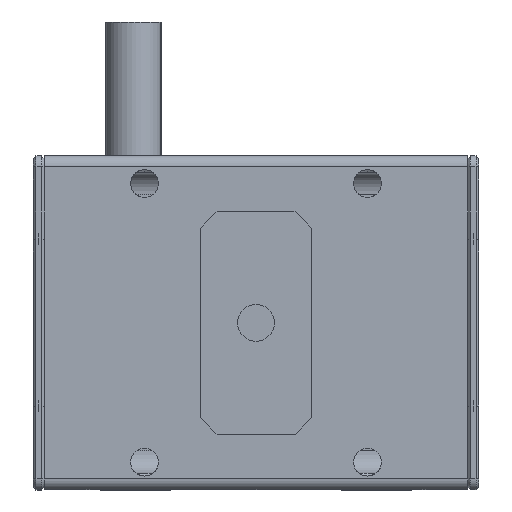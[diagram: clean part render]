
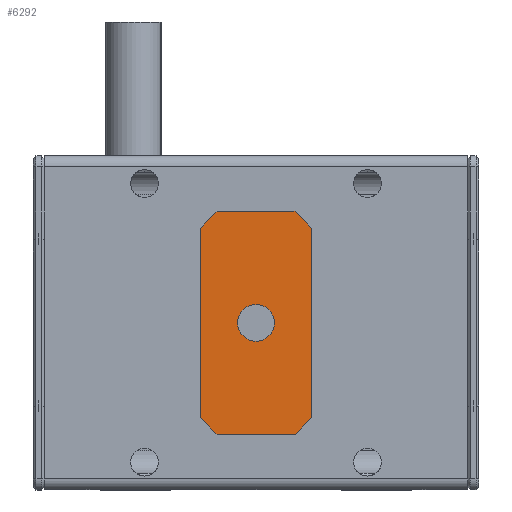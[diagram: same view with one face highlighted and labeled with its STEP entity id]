
A CAD part, left-side view. The second image highlights one B-rep face of the part: STEP entity #6292.
In plain terms, the highlighted face is planar.
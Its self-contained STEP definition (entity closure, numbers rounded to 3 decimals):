
#28 = CARTESIAN_POINT ( 'NONE',  ( -10., 10., -3.5 ) ) ;
#591 = VERTEX_POINT ( 'NONE', #10195 ) ;
#653 = EDGE_CURVE ( 'NONE', #11320, #14677, #4502, .T. ) ;
#938 = VERTEX_POINT ( 'NONE', #3351 ) ;
#962 = CARTESIAN_POINT ( 'NONE',  ( -10., 10., -3.5 ) ) ;
#1183 = VECTOR ( 'NONE', #18776, 1000. ) ;
#1311 = EDGE_CURVE ( 'NONE', #11556, #6241, #20536, .T. ) ;
#1620 = ORIENTED_EDGE ( 'NONE', *, *, #5248, .T. ) ;
#1747 = EDGE_LOOP ( 'NONE', ( #22440, #9923, #22796, #1620, #7924, #13517, #22517, #4705 ) ) ;
#2703 = CARTESIAN_POINT ( 'NONE',  ( -10., 10., 5. ) ) ;
#2900 = VERTEX_POINT ( 'NONE', #13130 ) ;
#2940 = ORIENTED_EDGE ( 'NONE', *, *, #15611, .F. ) ;
#2986 = EDGE_CURVE ( 'NONE', #10493, #2900, #13621, .T. ) ;
#3176 = DIRECTION ( 'NONE',  ( -0.707, 0., -0.707 ) ) ;
#3328 = DIRECTION ( 'NONE',  ( 0., 0., 1. ) ) ;
#3351 = CARTESIAN_POINT ( 'NONE',  ( 10., 10., -3.5 ) ) ;
#3382 = VERTEX_POINT ( 'NONE', #962 ) ;
#3571 = LINE ( 'NONE', #6947, #22322 ) ;
#4502 = LINE ( 'NONE', #2703, #12970 ) ;
#4705 = ORIENTED_EDGE ( 'NONE', *, *, #19953, .T. ) ;
#4725 = ORIENTED_EDGE ( 'NONE', *, *, #1311, .F. ) ;
#4759 = VERTEX_POINT ( 'NONE', #19655 ) ;
#5248 = EDGE_CURVE ( 'NONE', #14677, #4759, #18613, .T. ) ;
#5282 = DIRECTION ( 'NONE',  ( 0., -1., 0. ) ) ;
#5620 = DIRECTION ( 'NONE',  ( 0., 0., -1. ) ) ;
#6241 = VERTEX_POINT ( 'NONE', #10617 ) ;
#6292 = ADVANCED_FACE ( 'NONE', ( #16068, #14270 ), #21911, .F. ) ;
#6947 = CARTESIAN_POINT ( 'NONE',  ( -10., 10., 5. ) ) ;
#7492 = DIRECTION ( 'NONE',  ( 0., 0., 1. ) ) ;
#7725 = CARTESIAN_POINT ( 'NONE',  ( 8.5, 10., 5. ) ) ;
#7924 = ORIENTED_EDGE ( 'NONE', *, *, #11025, .T. ) ;
#8142 = DIRECTION ( 'NONE',  ( -1., 0., 0. ) ) ;
#9923 = ORIENTED_EDGE ( 'NONE', *, *, #21790, .T. ) ;
#10195 = CARTESIAN_POINT ( 'NONE',  ( -10., 10., 3.5 ) ) ;
#10218 = DIRECTION ( 'NONE',  ( 0., 1., 0. ) ) ;
#10493 = VERTEX_POINT ( 'NONE', #13606 ) ;
#10617 = CARTESIAN_POINT ( 'NONE',  ( 0., 10., -1.65 ) ) ;
#10855 = DIRECTION ( 'NONE',  ( 0., 0., -1. ) ) ;
#11025 = EDGE_CURVE ( 'NONE', #4759, #938, #12667, .T. ) ;
#11145 = CARTESIAN_POINT ( 'NONE',  ( 0., 10., 0. ) ) ;
#11320 = VERTEX_POINT ( 'NONE', #21878 ) ;
#11362 = CARTESIAN_POINT ( 'NONE',  ( -8.5, 10., 5. ) ) ;
#11556 = VERTEX_POINT ( 'NONE', #15771 ) ;
#12415 = CARTESIAN_POINT ( 'NONE',  ( 0., 10., 0. ) ) ;
#12667 = LINE ( 'NONE', #20081, #19787 ) ;
#12766 = VECTOR ( 'NONE', #8142, 1000. ) ;
#12903 = EDGE_CURVE ( 'NONE', #938, #10493, #19797, .T. ) ;
#12970 = VECTOR ( 'NONE', #15659, 1000. ) ;
#13130 = CARTESIAN_POINT ( 'NONE',  ( -8.5, 10., -5. ) ) ;
#13517 = ORIENTED_EDGE ( 'NONE', *, *, #12903, .T. ) ;
#13606 = CARTESIAN_POINT ( 'NONE',  ( 8.5, 10., -5. ) ) ;
#13621 = LINE ( 'NONE', #13855, #12766 ) ;
#13855 = CARTESIAN_POINT ( 'NONE',  ( -10., 10., -5. ) ) ;
#14270 = FACE_OUTER_BOUND ( 'NONE', #1747, .T. ) ;
#14369 = DIRECTION ( 'NONE',  ( 0., 0., 1. ) ) ;
#14677 = VERTEX_POINT ( 'NONE', #7725 ) ;
#15250 = EDGE_CURVE ( 'NONE', #3382, #591, #3571, .T. ) ;
#15611 = EDGE_CURVE ( 'NONE', #6241, #11556, #18463, .T. ) ;
#15659 = DIRECTION ( 'NONE',  ( 1., 0., 0. ) ) ;
#15771 = CARTESIAN_POINT ( 'NONE',  ( 0., 10., 1.65 ) ) ;
#16068 = FACE_BOUND ( 'NONE', #16589, .T. ) ;
#16589 = EDGE_LOOP ( 'NONE', ( #4725, #2940 ) ) ;
#17098 = AXIS2_PLACEMENT_3D ( 'NONE', #23850, #5282, #10855 ) ;
#17274 = VECTOR ( 'NONE', #3176, 1000. ) ;
#17615 = CARTESIAN_POINT ( 'NONE',  ( 8.5, 10., -5. ) ) ;
#18463 = CIRCLE ( 'NONE', #20394, 1.65 ) ;
#18543 = LINE ( 'NONE', #11362, #1183 ) ;
#18556 = DIRECTION ( 'NONE',  ( 0., 1., 0. ) ) ;
#18613 = LINE ( 'NONE', #22247, #19486 ) ;
#18776 = DIRECTION ( 'NONE',  ( 0.707, 0., 0.707 ) ) ;
#19486 = VECTOR ( 'NONE', #23640, 1000. ) ;
#19655 = CARTESIAN_POINT ( 'NONE',  ( 10., 10., 3.5 ) ) ;
#19787 = VECTOR ( 'NONE', #5620, 1000. ) ;
#19797 = LINE ( 'NONE', #17615, #17274 ) ;
#19953 = EDGE_CURVE ( 'NONE', #2900, #3382, #22080, .T. ) ;
#20081 = CARTESIAN_POINT ( 'NONE',  ( 10., 10., 5. ) ) ;
#20394 = AXIS2_PLACEMENT_3D ( 'NONE', #11145, #18556, #7492 ) ;
#20536 = CIRCLE ( 'NONE', #23643, 1.65 ) ;
#21283 = VECTOR ( 'NONE', #22200, 1000. ) ;
#21790 = EDGE_CURVE ( 'NONE', #591, #11320, #18543, .T. ) ;
#21878 = CARTESIAN_POINT ( 'NONE',  ( -8.5, 10., 5. ) ) ;
#21911 = PLANE ( 'NONE',  #17098 ) ;
#22080 = LINE ( 'NONE', #28, #21283 ) ;
#22200 = DIRECTION ( 'NONE',  ( -0.707, 0., 0.707 ) ) ;
#22247 = CARTESIAN_POINT ( 'NONE',  ( 10., 10., 3.5 ) ) ;
#22322 = VECTOR ( 'NONE', #3328, 1000. ) ;
#22440 = ORIENTED_EDGE ( 'NONE', *, *, #15250, .T. ) ;
#22517 = ORIENTED_EDGE ( 'NONE', *, *, #2986, .T. ) ;
#22796 = ORIENTED_EDGE ( 'NONE', *, *, #653, .T. ) ;
#23640 = DIRECTION ( 'NONE',  ( 0.707, 0., -0.707 ) ) ;
#23643 = AXIS2_PLACEMENT_3D ( 'NONE', #12415, #10218, #14369 ) ;
#23850 = CARTESIAN_POINT ( 'NONE',  ( 0., 10., 0. ) ) ;
